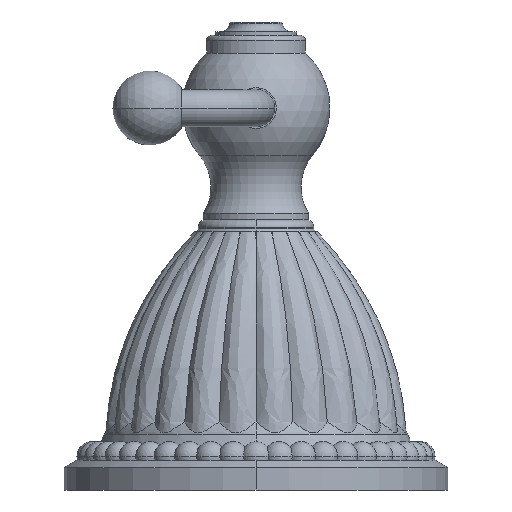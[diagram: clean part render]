
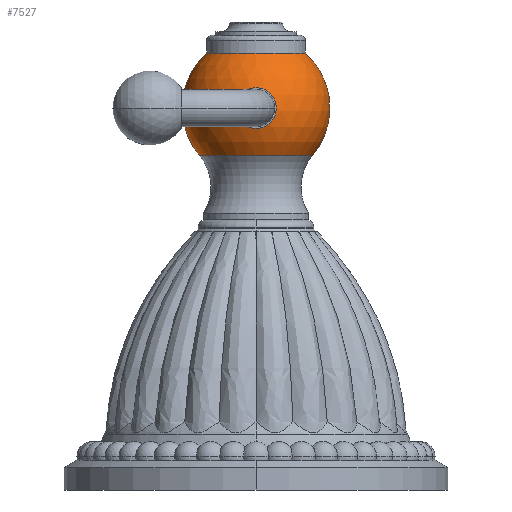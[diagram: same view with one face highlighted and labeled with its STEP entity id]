
A CAD part, left-side view. The second image highlights one B-rep face of the part: STEP entity #7527.
In plain terms, the highlighted spherical face has radius 12.573 mm.
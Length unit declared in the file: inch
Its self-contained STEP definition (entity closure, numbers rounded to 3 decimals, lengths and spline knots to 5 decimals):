
#3308=CARTESIAN_POINT('',(0.,0.,2.55849));
#3309=DIRECTION('',(1.,0.,0.));
#3310=DIRECTION('',(0.,0.764,-0.645));
#3311=AXIS2_PLACEMENT_3D('',#3308,#3309,#3310);
#3313=CARTESIAN_POINT('',(0.,0.,2.55849));
#3314=DIRECTION('',(-1.,0.,0.));
#3315=DIRECTION('',(0.,-0.764,-0.645));
#3316=AXIS2_PLACEMENT_3D('',#3313,#3314,#3315);
#3318=CARTESIAN_POINT('',(0.,0.,2.23929));
#3319=DIRECTION('',(0.,0.,1.));
#3320=DIRECTION('',(0.,1.,0.));
#3321=AXIS2_PLACEMENT_3D('',#3318,#3319,#3320);
#3323=CARTESIAN_POINT('',(-0.47595,0.,2.55849));
#3324=DIRECTION('',(1.,0.,0.));
#3325=DIRECTION('',(0.,0.,1.));
#3326=AXIS2_PLACEMENT_3D('',#3323,#3324,#3325);
#3328=CARTESIAN_POINT('',(-0.47595,0.,2.55849));
#3329=DIRECTION('',(1.,0.,0.));
#3330=DIRECTION('',(0.,0.,-1.));
#3331=AXIS2_PLACEMENT_3D('',#3328,#3329,#3330);
#3337=CARTESIAN_POINT('',(0.,0.,2.927));
#3338=DIRECTION('',(0.,0.,1.));
#3339=DIRECTION('',(0.,1.,0.));
#3340=AXIS2_PLACEMENT_3D('',#3337,#3338,#3339);
#4011=CARTESIAN_POINT('',(0.,0.3305,2.927));
#4012=CARTESIAN_POINT('',(0.,-0.3305,2.927));
#4013=VERTEX_POINT('',#4011);
#4014=VERTEX_POINT('',#4012);
#4031=CARTESIAN_POINT('',(-0.47595,0.,2.69449));
#4032=CARTESIAN_POINT('',(-0.47595,0.,2.42249));
#4033=VERTEX_POINT('',#4031);
#4034=VERTEX_POINT('',#4032);
#4051=CARTESIAN_POINT('',(0.,0.37833,2.23929));
#4052=CARTESIAN_POINT('',(0.,-0.37833,2.23929));
#4053=VERTEX_POINT('',#4051);
#4054=VERTEX_POINT('',#4052);
#7509=CARTESIAN_POINT('',(0.,0.,2.55849));
#7510=DIRECTION('',(0.,0.,-1.));
#7511=DIRECTION('',(0.,-1.,0.));
#7512=AXIS2_PLACEMENT_3D('',#7509,#7510,#7511);
#7513=SPHERICAL_SURFACE('',#7512,0.495);
#7514=ORIENTED_EDGE('',*,*,#7497,.T.);
#7516=ORIENTED_EDGE('',*,*,#7515,.T.);
#7517=ORIENTED_EDGE('',*,*,#7493,.F.);
#7518=ORIENTED_EDGE('',*,*,#7468,.F.);
#7519=EDGE_LOOP('',(#7514,#7516,#7517,#7518));
#7520=FACE_OUTER_BOUND('',#7519,.F.);
#7522=ORIENTED_EDGE('',*,*,#7521,.F.);
#7524=ORIENTED_EDGE('',*,*,#7523,.F.);
#7525=EDGE_LOOP('',(#7522,#7524));
#7526=FACE_BOUND('',#7525,.F.);
#7527=ADVANCED_FACE('',(#7520,#7526),#7513,.T.);
#3312=CIRCLE('',#3311,0.495);
#3317=CIRCLE('',#3316,0.495);
#3322=CIRCLE('',#3321,0.37833);
#3327=CIRCLE('',#3326,0.136);
#3332=CIRCLE('',#3331,0.136);
#3341=CIRCLE('',#3340,0.3305);
#7468=EDGE_CURVE('',#4053,#4054,#3322,.T.);
#7493=EDGE_CURVE('',#4054,#4014,#3317,.T.);
#7497=EDGE_CURVE('',#4053,#4013,#3312,.T.);
#7515=EDGE_CURVE('',#4013,#4014,#3341,.T.);
#7521=EDGE_CURVE('',#4033,#4034,#3327,.T.);
#7523=EDGE_CURVE('',#4034,#4033,#3332,.T.);
